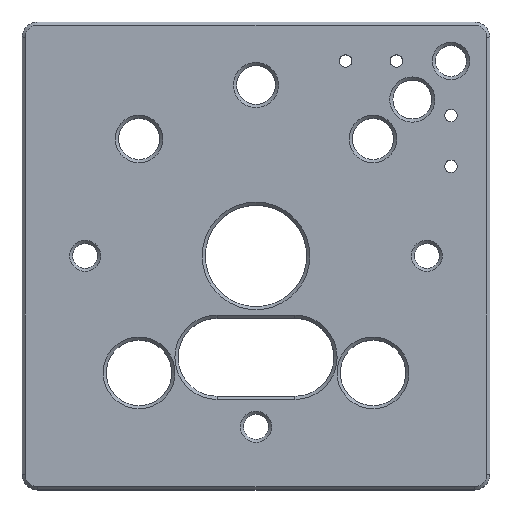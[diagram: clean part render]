
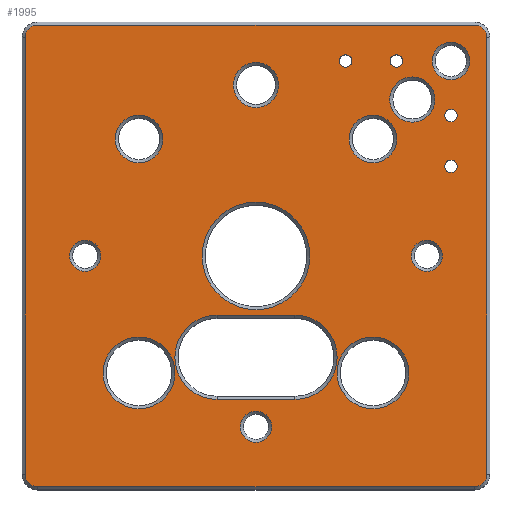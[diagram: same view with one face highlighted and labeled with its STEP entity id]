
A CAD part, top view. The second image highlights one B-rep face of the part: STEP entity #1995.
In plain terms, the highlighted planar face has unit normal (0, 0, 1).
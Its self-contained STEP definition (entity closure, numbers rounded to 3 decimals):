
#16=FACE_BOUND('',#252,.T.);
#17=FACE_BOUND('',#253,.T.);
#18=FACE_BOUND('',#254,.T.);
#19=FACE_BOUND('',#255,.T.);
#20=FACE_BOUND('',#256,.T.);
#21=FACE_BOUND('',#257,.T.);
#22=FACE_BOUND('',#258,.T.);
#23=FACE_BOUND('',#259,.T.);
#24=FACE_BOUND('',#260,.T.);
#25=FACE_BOUND('',#261,.T.);
#26=FACE_BOUND('',#262,.T.);
#27=FACE_BOUND('',#263,.T.);
#28=FACE_BOUND('',#264,.T.);
#29=FACE_BOUND('',#265,.T.);
#30=FACE_BOUND('',#266,.T.);
#31=FACE_BOUND('',#267,.T.);
#51=PLANE('',#2135);
#130=FACE_OUTER_BOUND('',#251,.T.);
#251=EDGE_LOOP('',(#1367,#1368,#1369,#1370,#1371,#1372,#1373,#1374));
#252=EDGE_LOOP('',(#1375));
#253=EDGE_LOOP('',(#1376));
#254=EDGE_LOOP('',(#1377));
#255=EDGE_LOOP('',(#1378));
#256=EDGE_LOOP('',(#1379));
#257=EDGE_LOOP('',(#1380));
#258=EDGE_LOOP('',(#1381));
#259=EDGE_LOOP('',(#1382));
#260=EDGE_LOOP('',(#1383));
#261=EDGE_LOOP('',(#1384));
#262=EDGE_LOOP('',(#1385));
#263=EDGE_LOOP('',(#1386));
#264=EDGE_LOOP('',(#1387));
#265=EDGE_LOOP('',(#1388,#1389,#1390,#1391));
#266=EDGE_LOOP('',(#1392));
#267=EDGE_LOOP('',(#1393));
#409=LINE('',#3051,#585);
#410=LINE('',#3055,#586);
#411=LINE('',#3059,#587);
#412=LINE('',#3063,#588);
#413=LINE('',#3093,#589);
#414=LINE('',#3097,#590);
#585=VECTOR('',#2391,10.);
#586=VECTOR('',#2394,10.);
#587=VECTOR('',#2397,10.);
#588=VECTOR('',#2400,10.);
#589=VECTOR('',#2429,10.);
#590=VECTOR('',#2432,10.);
#757=CIRCLE('',#2129,2.9);
#762=CIRCLE('',#2136,1.6);
#763=CIRCLE('',#2137,1.6);
#764=CIRCLE('',#2138,1.6);
#765=CIRCLE('',#2139,1.6);
#766=CIRCLE('',#2140,2.4);
#767=CIRCLE('',#2141,6.9);
#768=CIRCLE('',#2142,4.6);
#769=CIRCLE('',#2143,3.05);
#770=CIRCLE('',#2144,3.05);
#771=CIRCLE('',#2145,4.6);
#772=CIRCLE('',#2146,0.8);
#773=CIRCLE('',#2147,0.8);
#774=CIRCLE('',#2148,0.8);
#775=CIRCLE('',#2149,0.8);
#776=CIRCLE('',#2150,2.);
#777=CIRCLE('',#2151,2.9);
#778=CIRCLE('',#2152,2.);
#779=CIRCLE('',#2153,5.4);
#780=CIRCLE('',#2154,5.4);
#781=CIRCLE('',#2155,2.);
#877=VERTEX_POINT('',#3031);
#884=VERTEX_POINT('',#3049);
#885=VERTEX_POINT('',#3050);
#886=VERTEX_POINT('',#3052);
#887=VERTEX_POINT('',#3054);
#888=VERTEX_POINT('',#3056);
#889=VERTEX_POINT('',#3058);
#890=VERTEX_POINT('',#3060);
#891=VERTEX_POINT('',#3062);
#892=VERTEX_POINT('',#3065);
#893=VERTEX_POINT('',#3067);
#894=VERTEX_POINT('',#3069);
#895=VERTEX_POINT('',#3071);
#896=VERTEX_POINT('',#3073);
#897=VERTEX_POINT('',#3075);
#898=VERTEX_POINT('',#3077);
#899=VERTEX_POINT('',#3079);
#900=VERTEX_POINT('',#3081);
#901=VERTEX_POINT('',#3083);
#902=VERTEX_POINT('',#3085);
#903=VERTEX_POINT('',#3087);
#904=VERTEX_POINT('',#3089);
#905=VERTEX_POINT('',#3091);
#906=VERTEX_POINT('',#3092);
#907=VERTEX_POINT('',#3094);
#908=VERTEX_POINT('',#3096);
#909=VERTEX_POINT('',#3099);
#1058=EDGE_CURVE('',#877,#877,#757,.T.);
#1067=EDGE_CURVE('',#884,#885,#409,.T.);
#1068=EDGE_CURVE('',#886,#884,#762,.T.);
#1069=EDGE_CURVE('',#887,#886,#410,.T.);
#1070=EDGE_CURVE('',#888,#887,#763,.T.);
#1071=EDGE_CURVE('',#889,#888,#411,.T.);
#1072=EDGE_CURVE('',#890,#889,#764,.T.);
#1073=EDGE_CURVE('',#891,#890,#412,.T.);
#1074=EDGE_CURVE('',#885,#891,#765,.T.);
#1075=EDGE_CURVE('',#892,#892,#766,.T.);
#1076=EDGE_CURVE('',#893,#893,#767,.T.);
#1077=EDGE_CURVE('',#894,#894,#768,.T.);
#1078=EDGE_CURVE('',#895,#895,#769,.T.);
#1079=EDGE_CURVE('',#896,#896,#770,.T.);
#1080=EDGE_CURVE('',#897,#897,#771,.T.);
#1081=EDGE_CURVE('',#898,#898,#772,.T.);
#1082=EDGE_CURVE('',#899,#899,#773,.T.);
#1083=EDGE_CURVE('',#900,#900,#774,.T.);
#1084=EDGE_CURVE('',#901,#901,#775,.T.);
#1085=EDGE_CURVE('',#902,#902,#776,.T.);
#1086=EDGE_CURVE('',#903,#903,#777,.T.);
#1087=EDGE_CURVE('',#904,#904,#778,.T.);
#1088=EDGE_CURVE('',#905,#906,#413,.T.);
#1089=EDGE_CURVE('',#907,#905,#779,.T.);
#1090=EDGE_CURVE('',#908,#907,#414,.T.);
#1091=EDGE_CURVE('',#906,#908,#780,.T.);
#1092=EDGE_CURVE('',#909,#909,#781,.T.);
#1367=ORIENTED_EDGE('',*,*,#1067,.F.);
#1368=ORIENTED_EDGE('',*,*,#1068,.F.);
#1369=ORIENTED_EDGE('',*,*,#1069,.F.);
#1370=ORIENTED_EDGE('',*,*,#1070,.F.);
#1371=ORIENTED_EDGE('',*,*,#1071,.F.);
#1372=ORIENTED_EDGE('',*,*,#1072,.F.);
#1373=ORIENTED_EDGE('',*,*,#1073,.F.);
#1374=ORIENTED_EDGE('',*,*,#1074,.F.);
#1375=ORIENTED_EDGE('',*,*,#1075,.F.);
#1376=ORIENTED_EDGE('',*,*,#1076,.F.);
#1377=ORIENTED_EDGE('',*,*,#1077,.F.);
#1378=ORIENTED_EDGE('',*,*,#1078,.F.);
#1379=ORIENTED_EDGE('',*,*,#1079,.F.);
#1380=ORIENTED_EDGE('',*,*,#1080,.F.);
#1381=ORIENTED_EDGE('',*,*,#1081,.T.);
#1382=ORIENTED_EDGE('',*,*,#1082,.T.);
#1383=ORIENTED_EDGE('',*,*,#1083,.T.);
#1384=ORIENTED_EDGE('',*,*,#1084,.T.);
#1385=ORIENTED_EDGE('',*,*,#1085,.F.);
#1386=ORIENTED_EDGE('',*,*,#1086,.F.);
#1387=ORIENTED_EDGE('',*,*,#1087,.F.);
#1388=ORIENTED_EDGE('',*,*,#1088,.F.);
#1389=ORIENTED_EDGE('',*,*,#1089,.F.);
#1390=ORIENTED_EDGE('',*,*,#1090,.F.);
#1391=ORIENTED_EDGE('',*,*,#1091,.F.);
#1392=ORIENTED_EDGE('',*,*,#1092,.F.);
#1393=ORIENTED_EDGE('',*,*,#1058,.F.);
#1995=ADVANCED_FACE('',(#130,#16,#17,#18,#19,#20,#21,#22,#23,#24,#25,#26,
#27,#28,#29,#30,#31),#51,.T.);
#2129=AXIS2_PLACEMENT_3D('',#3032,#2373,#2374);
#2135=AXIS2_PLACEMENT_3D('',#3048,#2389,#2390);
#2136=AXIS2_PLACEMENT_3D('',#3053,#2392,#2393);
#2137=AXIS2_PLACEMENT_3D('',#3057,#2395,#2396);
#2138=AXIS2_PLACEMENT_3D('',#3061,#2398,#2399);
#2139=AXIS2_PLACEMENT_3D('',#3064,#2401,#2402);
#2140=AXIS2_PLACEMENT_3D('',#3066,#2403,#2404);
#2141=AXIS2_PLACEMENT_3D('',#3068,#2405,#2406);
#2142=AXIS2_PLACEMENT_3D('',#3070,#2407,#2408);
#2143=AXIS2_PLACEMENT_3D('',#3072,#2409,#2410);
#2144=AXIS2_PLACEMENT_3D('',#3074,#2411,#2412);
#2145=AXIS2_PLACEMENT_3D('',#3076,#2413,#2414);
#2146=AXIS2_PLACEMENT_3D('',#3078,#2415,#2416);
#2147=AXIS2_PLACEMENT_3D('',#3080,#2417,#2418);
#2148=AXIS2_PLACEMENT_3D('',#3082,#2419,#2420);
#2149=AXIS2_PLACEMENT_3D('',#3084,#2421,#2422);
#2150=AXIS2_PLACEMENT_3D('',#3086,#2423,#2424);
#2151=AXIS2_PLACEMENT_3D('',#3088,#2425,#2426);
#2152=AXIS2_PLACEMENT_3D('',#3090,#2427,#2428);
#2153=AXIS2_PLACEMENT_3D('',#3095,#2430,#2431);
#2154=AXIS2_PLACEMENT_3D('',#3098,#2433,#2434);
#2155=AXIS2_PLACEMENT_3D('',#3100,#2435,#2436);
#2373=DIRECTION('center_axis',(0.,0.,1.));
#2374=DIRECTION('ref_axis',(-1.,0.,0.));
#2389=DIRECTION('center_axis',(0.,0.,1.));
#2390=DIRECTION('ref_axis',(1.,0.,0.));
#2391=DIRECTION('',(0.,1.,0.));
#2392=DIRECTION('center_axis',(0.,0.,-1.));
#2393=DIRECTION('ref_axis',(-0.707,-0.707,0.));
#2394=DIRECTION('',(-1.,0.,0.));
#2395=DIRECTION('center_axis',(0.,0.,-1.));
#2396=DIRECTION('ref_axis',(0.707,-0.707,0.));
#2397=DIRECTION('',(0.,-1.,0.));
#2398=DIRECTION('center_axis',(0.,0.,-1.));
#2399=DIRECTION('ref_axis',(0.707,0.707,0.));
#2400=DIRECTION('',(1.,0.,0.));
#2401=DIRECTION('center_axis',(0.,0.,-1.));
#2402=DIRECTION('ref_axis',(-0.707,0.707,0.));
#2403=DIRECTION('center_axis',(0.,0.,1.));
#2404=DIRECTION('ref_axis',(-1.,0.,0.));
#2405=DIRECTION('center_axis',(0.,0.,1.));
#2406=DIRECTION('ref_axis',(1.,0.,0.));
#2407=DIRECTION('center_axis',(0.,0.,1.));
#2408=DIRECTION('ref_axis',(-1.,0.,0.));
#2409=DIRECTION('center_axis',(0.,0.,1.));
#2410=DIRECTION('ref_axis',(-1.,0.,0.));
#2411=DIRECTION('center_axis',(0.,0.,1.));
#2412=DIRECTION('ref_axis',(-1.,0.,0.));
#2413=DIRECTION('center_axis',(0.,0.,1.));
#2414=DIRECTION('ref_axis',(-1.,0.,0.));
#2415=DIRECTION('center_axis',(0.,0.,-1.));
#2416=DIRECTION('ref_axis',(1.,0.,0.));
#2417=DIRECTION('center_axis',(0.,0.,-1.));
#2418=DIRECTION('ref_axis',(1.,0.,0.));
#2419=DIRECTION('center_axis',(0.,0.,-1.));
#2420=DIRECTION('ref_axis',(1.,0.,0.));
#2421=DIRECTION('center_axis',(0.,0.,-1.));
#2422=DIRECTION('ref_axis',(1.,0.,0.));
#2423=DIRECTION('center_axis',(0.,0.,1.));
#2424=DIRECTION('ref_axis',(-1.,0.,0.));
#2425=DIRECTION('center_axis',(0.,0.,1.));
#2426=DIRECTION('ref_axis',(-1.,0.,0.));
#2427=DIRECTION('center_axis',(0.,0.,1.));
#2428=DIRECTION('ref_axis',(-1.,0.,0.));
#2429=DIRECTION('',(-1.,0.,0.));
#2430=DIRECTION('center_axis',(0.,0.,1.));
#2431=DIRECTION('ref_axis',(0.,-1.,0.));
#2432=DIRECTION('',(1.,0.,0.));
#2433=DIRECTION('center_axis',(0.,0.,1.));
#2434=DIRECTION('ref_axis',(0.,1.,0.));
#2435=DIRECTION('center_axis',(0.,0.,1.));
#2436=DIRECTION('ref_axis',(-1.,0.,0.));
#3031=CARTESIAN_POINT('',(22.95,20.05,0.));
#3032=CARTESIAN_POINT('Origin',(20.05,20.05,0.));
#3048=CARTESIAN_POINT('Origin',(0.,0.,0.));
#3049=CARTESIAN_POINT('',(-29.6,-28.,0.));
#3050=CARTESIAN_POINT('',(-29.6,28.,0.));
#3051=CARTESIAN_POINT('',(-29.6,-15.,0.));
#3052=CARTESIAN_POINT('',(-28.,-29.6,0.));
#3053=CARTESIAN_POINT('Origin',(-28.,-28.,0.));
#3054=CARTESIAN_POINT('',(28.,-29.6,0.));
#3055=CARTESIAN_POINT('',(15.,-29.6,0.));
#3056=CARTESIAN_POINT('',(29.6,-28.,0.));
#3057=CARTESIAN_POINT('Origin',(28.,-28.,0.));
#3058=CARTESIAN_POINT('',(29.6,28.,0.));
#3059=CARTESIAN_POINT('',(29.6,15.,0.));
#3060=CARTESIAN_POINT('',(28.,29.6,0.));
#3061=CARTESIAN_POINT('Origin',(28.,28.,0.));
#3062=CARTESIAN_POINT('',(-28.,29.6,0.));
#3063=CARTESIAN_POINT('',(-15.,29.6,0.));
#3064=CARTESIAN_POINT('Origin',(-28.,28.,0.));
#3065=CARTESIAN_POINT('',(27.4,25.,0.));
#3066=CARTESIAN_POINT('Origin',(25.,25.,0.));
#3067=CARTESIAN_POINT('',(-6.9,0.,0.));
#3068=CARTESIAN_POINT('Origin',(0.,0.,0.));
#3069=CARTESIAN_POINT('',(19.6,-15.,0.));
#3070=CARTESIAN_POINT('Origin',(15.,-15.,0.));
#3071=CARTESIAN_POINT('',(18.05,15.,0.));
#3072=CARTESIAN_POINT('Origin',(15.,15.,0.));
#3073=CARTESIAN_POINT('',(-11.95,15.,0.));
#3074=CARTESIAN_POINT('Origin',(-15.,15.,0.));
#3075=CARTESIAN_POINT('',(-10.4,-15.,0.));
#3076=CARTESIAN_POINT('Origin',(-15.,-15.,0.));
#3077=CARTESIAN_POINT('',(24.2,11.5,0.));
#3078=CARTESIAN_POINT('Origin',(25.,11.5,0.));
#3079=CARTESIAN_POINT('',(17.2,25.,0.));
#3080=CARTESIAN_POINT('Origin',(18.,25.,0.));
#3081=CARTESIAN_POINT('',(10.7,25.,0.));
#3082=CARTESIAN_POINT('Origin',(11.5,25.,0.));
#3083=CARTESIAN_POINT('',(24.2,18.,0.));
#3084=CARTESIAN_POINT('Origin',(25.,18.,0.));
#3085=CARTESIAN_POINT('',(-19.92,0.,0.));
#3086=CARTESIAN_POINT('Origin',(-21.92,0.,
0.));
#3087=CARTESIAN_POINT('',(2.9,21.92,0.));
#3088=CARTESIAN_POINT('Origin',(0.,21.92,0.));
#3089=CARTESIAN_POINT('',(23.92,0.,0.));
#3090=CARTESIAN_POINT('Origin',(21.92,0.,0.));
#3091=CARTESIAN_POINT('',(5.,-7.6,0.));
#3092=CARTESIAN_POINT('',(-5.,-7.6,0.));
#3093=CARTESIAN_POINT('',(-2.5,-7.6,0.));
#3094=CARTESIAN_POINT('',(5.,-18.4,0.));
#3095=CARTESIAN_POINT('Origin',(5.,-13.,0.));
#3096=CARTESIAN_POINT('',(-5.,-18.4,0.));
#3097=CARTESIAN_POINT('',(2.5,-18.4,0.));
#3098=CARTESIAN_POINT('Origin',(-5.,-13.,0.));
#3099=CARTESIAN_POINT('',(2.,-21.92,0.));
#3100=CARTESIAN_POINT('Origin',(0.,-21.92,
0.));
